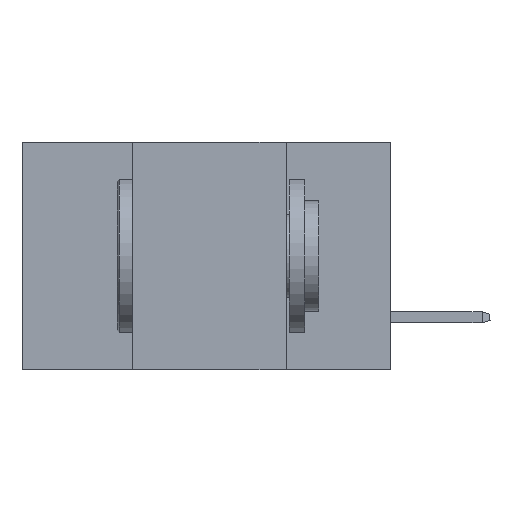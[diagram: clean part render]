
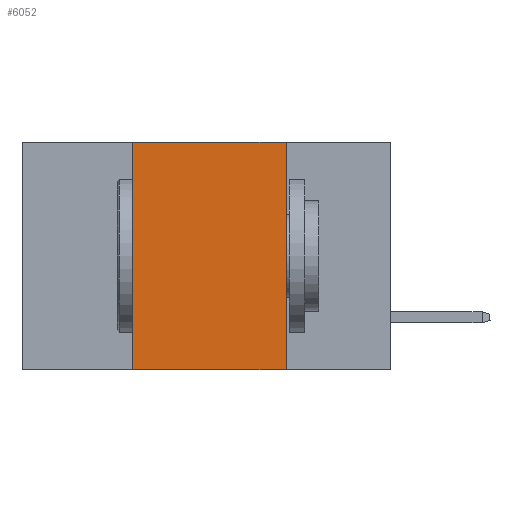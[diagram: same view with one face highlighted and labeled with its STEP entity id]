
A CAD part, left-side view. The second image highlights one B-rep face of the part: STEP entity #6052.
In plain terms, the highlighted planar face has unit normal (-1, 0, 0).
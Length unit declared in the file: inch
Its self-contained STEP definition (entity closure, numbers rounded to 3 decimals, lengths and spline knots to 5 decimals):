
#85 = CARTESIAN_POINT ( 'NONE',  ( 0., 0.42, 0. ) ) ;
#464 = DIRECTION ( 'NONE',  ( 0., -1., 0. ) ) ;
#1872 = LINE ( 'NONE', #6557, #3055 ) ;
#2102 = LINE ( 'NONE', #3083, #3775 ) ;
#2929 = VECTOR ( 'NONE', #12378, 39.37008 ) ;
#3045 = DIRECTION ( 'NONE',  ( 0., 0., -1. ) ) ;
#3055 = VECTOR ( 'NONE', #4513, 39.37008 ) ;
#3060 = ORIENTED_EDGE ( 'NONE', *, *, #7482, .F. ) ;
#3083 = CARTESIAN_POINT ( 'NONE',  ( 0., 0.42, 0. ) ) ;
#3516 = EDGE_CURVE ( 'NONE', #3846, #4176, #6690, .T. ) ;
#3652 = ORIENTED_EDGE ( 'NONE', *, *, #5556, .F. ) ;
#3775 = VECTOR ( 'NONE', #5286, 39.37008 ) ;
#3846 = VERTEX_POINT ( 'NONE', #7521 ) ;
#4176 = VERTEX_POINT ( 'NONE', #8054 ) ;
#4189 = ORIENTED_EDGE ( 'NONE', *, *, #8922, .F. ) ;
#4513 = DIRECTION ( 'NONE',  ( 0., -1., 0. ) ) ;
#4896 = CARTESIAN_POINT ( 'NONE',  ( 0., 0.17, 0. ) ) ;
#5151 = FACE_OUTER_BOUND ( 'NONE', #11453, .T. ) ;
#5227 = AXIS2_PLACEMENT_3D ( 'NONE', #5260, #13731, #3045 ) ;
#5260 = CARTESIAN_POINT ( 'NONE',  ( 0., 0.6, 0. ) ) ;
#5286 = DIRECTION ( 'NONE',  ( 0., 0., 1. ) ) ;
#5521 = VECTOR ( 'NONE', #464, 39.37008 ) ;
#5556 = EDGE_CURVE ( 'NONE', #3846, #13404, #2102, .T. ) ;
#6052 = ADVANCED_FACE ( 'NONE', ( #5151 ), #6226, .F. ) ;
#6226 = PLANE ( 'NONE',  #5227 ) ;
#6557 = CARTESIAN_POINT ( 'NONE',  ( 0., 0.6, 0. ) ) ;
#6690 = LINE ( 'NONE', #11340, #5521 ) ;
#7482 = EDGE_CURVE ( 'NONE', #12460, #4176, #8616, .T. ) ;
#7521 = CARTESIAN_POINT ( 'NONE',  ( 0., 0.42, -0.37 ) ) ;
#8054 = CARTESIAN_POINT ( 'NONE',  ( 0., 0.17, -0.37 ) ) ;
#8616 = LINE ( 'NONE', #4896, #2929 ) ;
#8922 = EDGE_CURVE ( 'NONE', #13404, #12460, #1872, .T. ) ;
#10150 = CARTESIAN_POINT ( 'NONE',  ( 0., 0.17, 0. ) ) ;
#11340 = CARTESIAN_POINT ( 'NONE',  ( 0., 0.6, -0.37 ) ) ;
#11453 = EDGE_LOOP ( 'NONE', ( #3060, #4189, #3652, #11687 ) ) ;
#11687 = ORIENTED_EDGE ( 'NONE', *, *, #3516, .T. ) ;
#12378 = DIRECTION ( 'NONE',  ( 0., 0., -1. ) ) ;
#12460 = VERTEX_POINT ( 'NONE', #10150 ) ;
#13404 = VERTEX_POINT ( 'NONE', #85 ) ;
#13731 = DIRECTION ( 'NONE',  ( 1., 0., 0. ) ) ;
